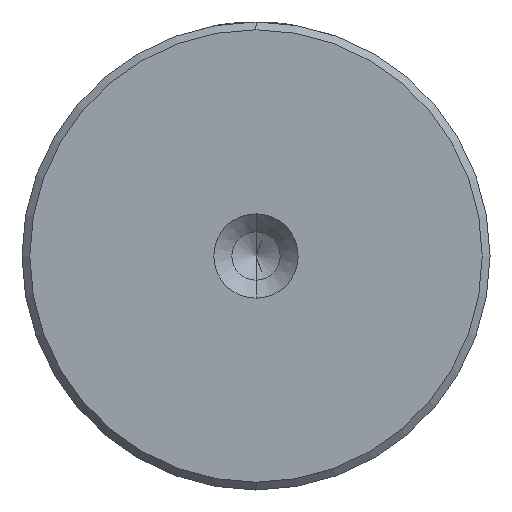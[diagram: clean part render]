
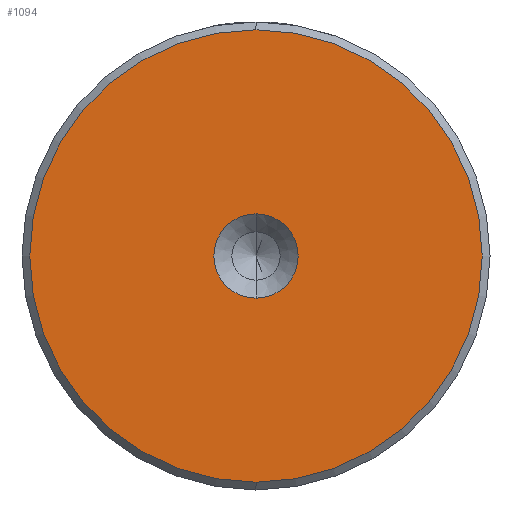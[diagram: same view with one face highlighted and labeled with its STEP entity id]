
A CAD part, left-side view. The second image highlights one B-rep face of the part: STEP entity #1094.
In plain terms, the highlighted planar face has unit normal (-1, 0, 0).
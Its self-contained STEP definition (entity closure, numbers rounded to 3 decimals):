
#87 = DIRECTION ( 'NONE',  ( -1., 0., 0. ) ) ;
#96 = VERTEX_POINT ( 'NONE', #1211 ) ;
#108 = DIRECTION ( 'NONE',  ( -1., 0., 0. ) ) ;
#129 = EDGE_CURVE ( 'NONE', #96, #2228, #2089, .T. ) ;
#148 = CARTESIAN_POINT ( 'NONE',  ( 0., 0., 2.7 ) ) ;
#277 = ORIENTED_EDGE ( 'NONE', *, *, #129, .T. ) ;
#353 = VERTEX_POINT ( 'NONE', #148 ) ;
#562 = EDGE_LOOP ( 'NONE', ( #2078, #277 ) ) ;
#566 = CIRCLE ( 'NONE', #2061, 2.7 ) ;
#643 = DIRECTION ( 'NONE',  ( -1., 0., 0. ) ) ;
#836 = CARTESIAN_POINT ( 'NONE',  ( 0., 0., 0. ) ) ;
#849 = DIRECTION ( 'NONE',  ( -1., 0., 0. ) ) ;
#855 = CARTESIAN_POINT ( 'NONE',  ( 0., 0., -2.7 ) ) ;
#889 = AXIS2_PLACEMENT_3D ( 'NONE', #1667, #643, #1843 ) ;
#1094 = ADVANCED_FACE ( 'NONE', ( #1945, #1534 ), #2226, .T. ) ;
#1105 = EDGE_CURVE ( 'NONE', #353, #1128, #566, .T. ) ;
#1123 = AXIS2_PLACEMENT_3D ( 'NONE', #1173, #87, #1343 ) ;
#1128 = VERTEX_POINT ( 'NONE', #855 ) ;
#1173 = CARTESIAN_POINT ( 'NONE',  ( 0., 0., 0. ) ) ;
#1211 = CARTESIAN_POINT ( 'NONE',  ( 0., 0., 14.5 ) ) ;
#1220 = EDGE_LOOP ( 'NONE', ( #1391, #1366 ) ) ;
#1279 = CIRCLE ( 'NONE', #1123, 2.7 ) ;
#1343 = DIRECTION ( 'NONE',  ( 0., 0., 1. ) ) ;
#1362 = DIRECTION ( 'NONE',  ( 0., 0., 1. ) ) ;
#1366 = ORIENTED_EDGE ( 'NONE', *, *, #2227, .F. ) ;
#1391 = ORIENTED_EDGE ( 'NONE', *, *, #1105, .F. ) ;
#1534 = FACE_BOUND ( 'NONE', #1220, .T. ) ;
#1658 = AXIS2_PLACEMENT_3D ( 'NONE', #2153, #2129, #2121 ) ;
#1667 = CARTESIAN_POINT ( 'NONE',  ( 0., 0., 0. ) ) ;
#1778 = CIRCLE ( 'NONE', #889, 14.5 ) ;
#1843 = DIRECTION ( 'NONE',  ( 0., 0., 1. ) ) ;
#1848 = CARTESIAN_POINT ( 'NONE',  ( 0., 0., -14.5 ) ) ;
#1873 = CARTESIAN_POINT ( 'NONE',  ( 0., 0., 0. ) ) ;
#1945 = FACE_OUTER_BOUND ( 'NONE', #562, .T. ) ;
#2058 = DIRECTION ( 'NONE',  ( 0., 0., 1. ) ) ;
#2061 = AXIS2_PLACEMENT_3D ( 'NONE', #1873, #849, #2058 ) ;
#2078 = ORIENTED_EDGE ( 'NONE', *, *, #2194, .T. ) ;
#2089 = CIRCLE ( 'NONE', #1658, 14.5 ) ;
#2121 = DIRECTION ( 'NONE',  ( 0., 0., 1. ) ) ;
#2129 = DIRECTION ( 'NONE',  ( -1., 0., 0. ) ) ;
#2153 = CARTESIAN_POINT ( 'NONE',  ( 0., 0., 0. ) ) ;
#2182 = AXIS2_PLACEMENT_3D ( 'NONE', #836, #108, #1362 ) ;
#2194 = EDGE_CURVE ( 'NONE', #2228, #96, #1778, .T. ) ;
#2226 = PLANE ( 'NONE',  #2182 ) ;
#2227 = EDGE_CURVE ( 'NONE', #1128, #353, #1279, .T. ) ;
#2228 = VERTEX_POINT ( 'NONE', #1848 ) ;
